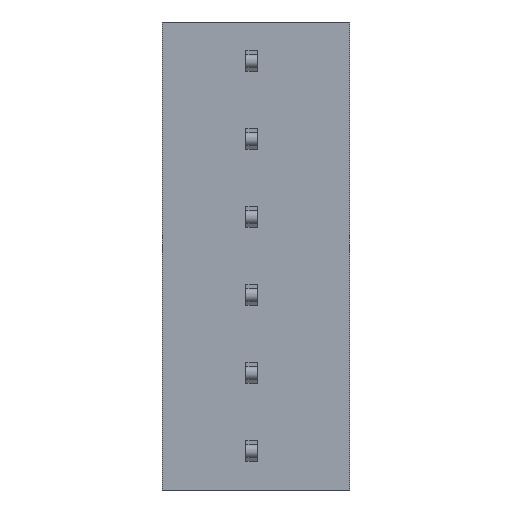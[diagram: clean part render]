
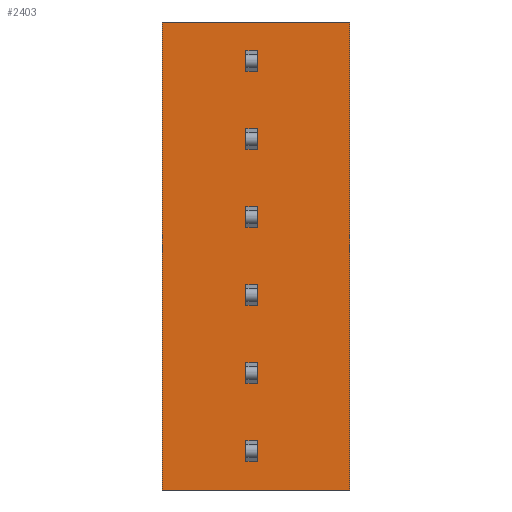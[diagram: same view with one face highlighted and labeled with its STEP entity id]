
A CAD part, front view. The second image highlights one B-rep face of the part: STEP entity #2403.
In plain terms, the highlighted planar face has unit normal (0, -1, 0).
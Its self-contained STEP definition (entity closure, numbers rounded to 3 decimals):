
#37=DIRECTION('',(1.,0.,0.));
#38=VECTOR('',#37,8.4);
#39=CARTESIAN_POINT('',(-4.2,-7.7,-19.25));
#40=LINE('',#39,#38);
#145=DIRECTION('',(0.,0.,1.));
#146=VECTOR('',#145,21.);
#147=CARTESIAN_POINT('',(4.2,-7.7,-19.25));
#148=LINE('',#147,#146);
#149=DIRECTION('',(0.,0.,1.));
#150=VECTOR('',#149,21.);
#151=CARTESIAN_POINT('',(-4.2,-7.7,-19.25));
#152=LINE('',#151,#150);
#153=DIRECTION('',(0.,0.,1.));
#154=VECTOR('',#153,0.9);
#155=CARTESIAN_POINT('',(-0.45,-7.7,-0.45));
#156=LINE('',#155,#154);
#157=DIRECTION('',(-1.,0.,0.));
#158=VECTOR('',#157,0.5);
#159=CARTESIAN_POINT('',(0.05,-7.7,-0.45));
#160=LINE('',#159,#158);
#161=DIRECTION('',(0.,0.,1.));
#162=VECTOR('',#161,0.9);
#163=CARTESIAN_POINT('',(0.05,-7.7,-0.45));
#164=LINE('',#163,#162);
#165=DIRECTION('',(-1.,0.,0.));
#166=VECTOR('',#165,0.5);
#167=CARTESIAN_POINT('',(0.05,-7.7,0.45));
#168=LINE('',#167,#166);
#169=DIRECTION('',(0.,0.,1.));
#170=VECTOR('',#169,0.9);
#171=CARTESIAN_POINT('',(-0.45,-7.7,-3.95));
#172=LINE('',#171,#170);
#173=DIRECTION('',(-1.,0.,0.));
#174=VECTOR('',#173,0.5);
#175=CARTESIAN_POINT('',(0.05,-7.7,-3.95));
#176=LINE('',#175,#174);
#177=DIRECTION('',(0.,0.,1.));
#178=VECTOR('',#177,0.9);
#179=CARTESIAN_POINT('',(0.05,-7.7,-3.95));
#180=LINE('',#179,#178);
#181=DIRECTION('',(-1.,0.,0.));
#182=VECTOR('',#181,0.5);
#183=CARTESIAN_POINT('',(0.05,-7.7,-3.05));
#184=LINE('',#183,#182);
#185=DIRECTION('',(0.,0.,1.));
#186=VECTOR('',#185,0.9);
#187=CARTESIAN_POINT('',(-0.45,-7.7,-7.45));
#188=LINE('',#187,#186);
#189=DIRECTION('',(-1.,0.,0.));
#190=VECTOR('',#189,0.5);
#191=CARTESIAN_POINT('',(0.05,-7.7,-7.45));
#192=LINE('',#191,#190);
#193=DIRECTION('',(0.,0.,1.));
#194=VECTOR('',#193,0.9);
#195=CARTESIAN_POINT('',(0.05,-7.7,-7.45));
#196=LINE('',#195,#194);
#197=DIRECTION('',(-1.,0.,0.));
#198=VECTOR('',#197,0.5);
#199=CARTESIAN_POINT('',(0.05,-7.7,-6.55));
#200=LINE('',#199,#198);
#201=DIRECTION('',(0.,0.,1.));
#202=VECTOR('',#201,0.9);
#203=CARTESIAN_POINT('',(-0.45,-7.7,-10.95));
#204=LINE('',#203,#202);
#205=DIRECTION('',(-1.,0.,0.));
#206=VECTOR('',#205,0.5);
#207=CARTESIAN_POINT('',(0.05,-7.7,-10.95));
#208=LINE('',#207,#206);
#209=DIRECTION('',(0.,0.,1.));
#210=VECTOR('',#209,0.9);
#211=CARTESIAN_POINT('',(0.05,-7.7,-10.95));
#212=LINE('',#211,#210);
#213=DIRECTION('',(-1.,0.,0.));
#214=VECTOR('',#213,0.5);
#215=CARTESIAN_POINT('',(0.05,-7.7,-10.05));
#216=LINE('',#215,#214);
#217=DIRECTION('',(0.,0.,1.));
#218=VECTOR('',#217,0.9);
#219=CARTESIAN_POINT('',(-0.45,-7.7,-14.45));
#220=LINE('',#219,#218);
#221=DIRECTION('',(-1.,0.,0.));
#222=VECTOR('',#221,0.5);
#223=CARTESIAN_POINT('',(0.05,-7.7,-14.45));
#224=LINE('',#223,#222);
#225=DIRECTION('',(0.,0.,1.));
#226=VECTOR('',#225,0.9);
#227=CARTESIAN_POINT('',(0.05,-7.7,-14.45));
#228=LINE('',#227,#226);
#229=DIRECTION('',(-1.,0.,0.));
#230=VECTOR('',#229,0.5);
#231=CARTESIAN_POINT('',(0.05,-7.7,-13.55));
#232=LINE('',#231,#230);
#233=DIRECTION('',(0.,0.,1.));
#234=VECTOR('',#233,0.9);
#235=CARTESIAN_POINT('',(-0.45,-7.7,-17.95));
#236=LINE('',#235,#234);
#237=DIRECTION('',(-1.,0.,0.));
#238=VECTOR('',#237,0.5);
#239=CARTESIAN_POINT('',(0.05,-7.7,-17.95));
#240=LINE('',#239,#238);
#241=DIRECTION('',(0.,0.,1.));
#242=VECTOR('',#241,0.9);
#243=CARTESIAN_POINT('',(0.05,-7.7,-17.95));
#244=LINE('',#243,#242);
#245=DIRECTION('',(-1.,0.,0.));
#246=VECTOR('',#245,0.5);
#247=CARTESIAN_POINT('',(0.05,-7.7,-17.05));
#248=LINE('',#247,#246);
#337=DIRECTION('',(1.,0.,0.));
#338=VECTOR('',#337,8.4);
#339=CARTESIAN_POINT('',(-4.2,-7.7,1.75));
#340=LINE('',#339,#338);
#1717=CARTESIAN_POINT('',(-4.2,-7.7,-19.25));
#1718=VERTEX_POINT('',#1717);
#1719=CARTESIAN_POINT('',(4.2,-7.7,-19.25));
#1720=VERTEX_POINT('',#1719);
#1733=CARTESIAN_POINT('',(-4.2,-7.7,1.75));
#1734=VERTEX_POINT('',#1733);
#1735=CARTESIAN_POINT('',(4.2,-7.7,1.75));
#1736=VERTEX_POINT('',#1735);
#1801=CARTESIAN_POINT('',(-0.45,-7.7,-0.45));
#1802=CARTESIAN_POINT('',(-0.45,-7.7,0.45));
#1803=VERTEX_POINT('',#1801);
#1804=VERTEX_POINT('',#1802);
#1805=CARTESIAN_POINT('',(0.05,-7.7,-0.45));
#1806=CARTESIAN_POINT('',(0.05,-7.7,0.45));
#1807=VERTEX_POINT('',#1805);
#1808=VERTEX_POINT('',#1806);
#1825=CARTESIAN_POINT('',(-0.45,-7.7,-3.95));
#1826=CARTESIAN_POINT('',(-0.45,-7.7,-3.05));
#1827=VERTEX_POINT('',#1825);
#1828=VERTEX_POINT('',#1826);
#1829=CARTESIAN_POINT('',(0.05,-7.7,-3.95));
#1830=CARTESIAN_POINT('',(0.05,-7.7,-3.05));
#1831=VERTEX_POINT('',#1829);
#1832=VERTEX_POINT('',#1830);
#1937=CARTESIAN_POINT('',(-0.45,-7.7,-7.45));
#1938=CARTESIAN_POINT('',(-0.45,-7.7,-6.55));
#1939=VERTEX_POINT('',#1937);
#1940=VERTEX_POINT('',#1938);
#1941=CARTESIAN_POINT('',(0.05,-7.7,-7.45));
#1942=CARTESIAN_POINT('',(0.05,-7.7,-6.55));
#1943=VERTEX_POINT('',#1941);
#1944=VERTEX_POINT('',#1942);
#2017=CARTESIAN_POINT('',(-0.45,-7.7,-10.95));
#2018=CARTESIAN_POINT('',(-0.45,-7.7,-10.05));
#2019=VERTEX_POINT('',#2017);
#2020=VERTEX_POINT('',#2018);
#2021=CARTESIAN_POINT('',(0.05,-7.7,-10.95));
#2022=CARTESIAN_POINT('',(0.05,-7.7,-10.05));
#2023=VERTEX_POINT('',#2021);
#2024=VERTEX_POINT('',#2022);
#2097=CARTESIAN_POINT('',(-0.45,-7.7,-14.45));
#2098=CARTESIAN_POINT('',(-0.45,-7.7,-13.55));
#2099=VERTEX_POINT('',#2097);
#2100=VERTEX_POINT('',#2098);
#2101=CARTESIAN_POINT('',(0.05,-7.7,-14.45));
#2102=CARTESIAN_POINT('',(0.05,-7.7,-13.55));
#2103=VERTEX_POINT('',#2101);
#2104=VERTEX_POINT('',#2102);
#2177=CARTESIAN_POINT('',(-0.45,-7.7,-17.95));
#2178=CARTESIAN_POINT('',(-0.45,-7.7,-17.05));
#2179=VERTEX_POINT('',#2177);
#2180=VERTEX_POINT('',#2178);
#2181=CARTESIAN_POINT('',(0.05,-7.7,-17.95));
#2182=CARTESIAN_POINT('',(0.05,-7.7,-17.05));
#2183=VERTEX_POINT('',#2181);
#2184=VERTEX_POINT('',#2182);
#2330=CARTESIAN_POINT('',(-4.2,-7.7,-19.25));
#2331=DIRECTION('',(0.,-1.,0.));
#2332=DIRECTION('',(1.,0.,0.));
#2333=AXIS2_PLACEMENT_3D('',#2330,#2331,#2332);
#2334=PLANE('',#2333);
#2335=ORIENTED_EDGE('',*,*,#2234,.F.);
#2337=ORIENTED_EDGE('',*,*,#2336,.T.);
#2339=ORIENTED_EDGE('',*,*,#2338,.T.);
#2340=ORIENTED_EDGE('',*,*,#2322,.F.);
#2341=EDGE_LOOP('',(#2335,#2337,#2339,#2340));
#2342=FACE_OUTER_BOUND('',#2341,.F.);
#2344=ORIENTED_EDGE('',*,*,#2343,.F.);
#2346=ORIENTED_EDGE('',*,*,#2345,.F.);
#2348=ORIENTED_EDGE('',*,*,#2347,.T.);
#2350=ORIENTED_EDGE('',*,*,#2349,.T.);
#2351=EDGE_LOOP('',(#2344,#2346,#2348,#2350));
#2352=FACE_BOUND('',#2351,.F.);
#2354=ORIENTED_EDGE('',*,*,#2353,.F.);
#2356=ORIENTED_EDGE('',*,*,#2355,.F.);
#2358=ORIENTED_EDGE('',*,*,#2357,.T.);
#2360=ORIENTED_EDGE('',*,*,#2359,.T.);
#2361=EDGE_LOOP('',(#2354,#2356,#2358,#2360));
#2362=FACE_BOUND('',#2361,.F.);
#2364=ORIENTED_EDGE('',*,*,#2363,.F.);
#2366=ORIENTED_EDGE('',*,*,#2365,.F.);
#2368=ORIENTED_EDGE('',*,*,#2367,.T.);
#2370=ORIENTED_EDGE('',*,*,#2369,.T.);
#2371=EDGE_LOOP('',(#2364,#2366,#2368,#2370));
#2372=FACE_BOUND('',#2371,.F.);
#2374=ORIENTED_EDGE('',*,*,#2373,.F.);
#2376=ORIENTED_EDGE('',*,*,#2375,.F.);
#2378=ORIENTED_EDGE('',*,*,#2377,.T.);
#2380=ORIENTED_EDGE('',*,*,#2379,.T.);
#2381=EDGE_LOOP('',(#2374,#2376,#2378,#2380));
#2382=FACE_BOUND('',#2381,.F.);
#2384=ORIENTED_EDGE('',*,*,#2383,.F.);
#2386=ORIENTED_EDGE('',*,*,#2385,.F.);
#2388=ORIENTED_EDGE('',*,*,#2387,.T.);
#2390=ORIENTED_EDGE('',*,*,#2389,.T.);
#2391=EDGE_LOOP('',(#2384,#2386,#2388,#2390));
#2392=FACE_BOUND('',#2391,.F.);
#2394=ORIENTED_EDGE('',*,*,#2393,.F.);
#2396=ORIENTED_EDGE('',*,*,#2395,.F.);
#2398=ORIENTED_EDGE('',*,*,#2397,.T.);
#2400=ORIENTED_EDGE('',*,*,#2399,.T.);
#2401=EDGE_LOOP('',(#2394,#2396,#2398,#2400));
#2402=FACE_BOUND('',#2401,.F.);
#2234=EDGE_CURVE('',#1718,#1720,#40,.T.);
#2322=EDGE_CURVE('',#1720,#1736,#148,.T.);
#2336=EDGE_CURVE('',#1718,#1734,#152,.T.);
#2338=EDGE_CURVE('',#1734,#1736,#340,.T.);
#2343=EDGE_CURVE('',#1803,#1804,#156,.T.);
#2345=EDGE_CURVE('',#1807,#1803,#160,.T.);
#2347=EDGE_CURVE('',#1807,#1808,#164,.T.);
#2349=EDGE_CURVE('',#1808,#1804,#168,.T.);
#2353=EDGE_CURVE('',#1827,#1828,#172,.T.);
#2355=EDGE_CURVE('',#1831,#1827,#176,.T.);
#2357=EDGE_CURVE('',#1831,#1832,#180,.T.);
#2359=EDGE_CURVE('',#1832,#1828,#184,.T.);
#2363=EDGE_CURVE('',#1939,#1940,#188,.T.);
#2365=EDGE_CURVE('',#1943,#1939,#192,.T.);
#2367=EDGE_CURVE('',#1943,#1944,#196,.T.);
#2369=EDGE_CURVE('',#1944,#1940,#200,.T.);
#2373=EDGE_CURVE('',#2019,#2020,#204,.T.);
#2375=EDGE_CURVE('',#2023,#2019,#208,.T.);
#2377=EDGE_CURVE('',#2023,#2024,#212,.T.);
#2379=EDGE_CURVE('',#2024,#2020,#216,.T.);
#2383=EDGE_CURVE('',#2099,#2100,#220,.T.);
#2385=EDGE_CURVE('',#2103,#2099,#224,.T.);
#2387=EDGE_CURVE('',#2103,#2104,#228,.T.);
#2389=EDGE_CURVE('',#2104,#2100,#232,.T.);
#2393=EDGE_CURVE('',#2179,#2180,#236,.T.);
#2395=EDGE_CURVE('',#2183,#2179,#240,.T.);
#2397=EDGE_CURVE('',#2183,#2184,#244,.T.);
#2399=EDGE_CURVE('',#2184,#2180,#248,.T.);
#2403=ADVANCED_FACE('',(#2342,#2352,#2362,#2372,#2382,#2392,#2402),#2334,.T.);
